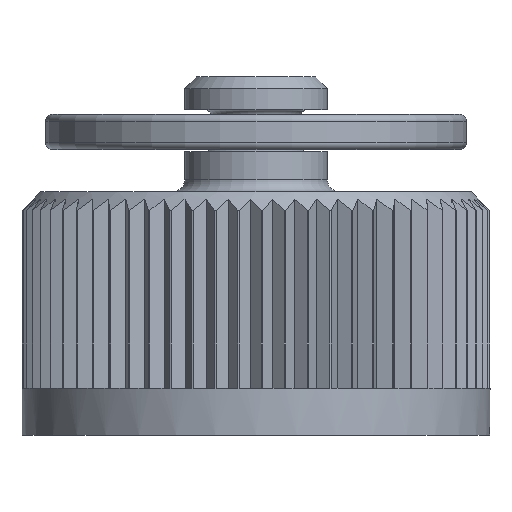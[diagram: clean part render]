
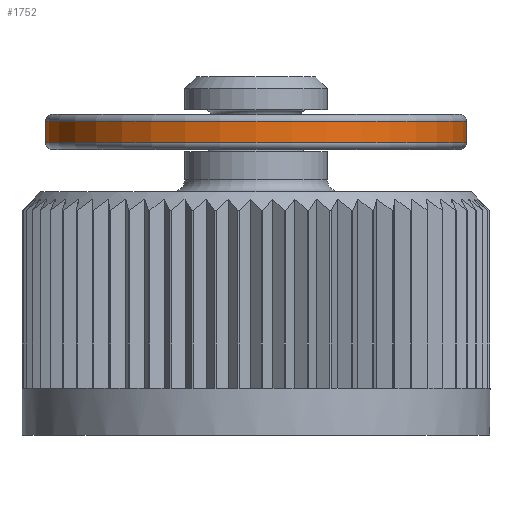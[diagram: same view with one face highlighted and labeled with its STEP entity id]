
A CAD part, front view. The second image highlights one B-rep face of the part: STEP entity #1752.
In plain terms, the highlighted cylindrical face has radius 9 mm (diameter 18 mm), a partial arc.
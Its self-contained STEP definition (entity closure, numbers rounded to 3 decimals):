
#504=FACE_OUTER_BOUND('',#2087,.T.);
#1187=LINE('',#8042,#1528);
#1188=LINE('',#8048,#1529);
#1528=VECTOR('',#6260,1.);
#1529=VECTOR('',#6267,1.);
#1752=ADVANCED_FACE('',(#504),#1796,.T.);
#1796=CYLINDRICAL_SURFACE('',#5127,9.);
#2087=EDGE_LOOP('',(#3333,#3334,#3335,#3336));
#3333=ORIENTED_EDGE('',*,*,#4515,.T.);
#3334=ORIENTED_EDGE('',*,*,#4516,.T.);
#3335=ORIENTED_EDGE('',*,*,#4512,.F.);
#3336=ORIENTED_EDGE('',*,*,#4517,.T.);
#3875=VERTEX_POINT('',#8043);
#3876=VERTEX_POINT('',#8044);
#3877=VERTEX_POINT('',#8049);
#3878=VERTEX_POINT('',#8050);
#4512=EDGE_CURVE('',#3875,#3876,#1187,.T.);
#4515=EDGE_CURVE('',#3877,#3878,#1188,.T.);
#4516=EDGE_CURVE('',#3878,#3876,#4718,.T.);
#4517=EDGE_CURVE('',#3875,#3877,#4719,.T.);
#4718=CIRCLE('',#5125,9.);
#4719=CIRCLE('',#5126,9.);
#5125=AXIS2_PLACEMENT_3D('',#8051,#6268,#6269);
#5126=AXIS2_PLACEMENT_3D('',#8052,#6270,#6271);
#5127=AXIS2_PLACEMENT_3D('',#8053,#6272,#6273);
#6260=DIRECTION('',(0.,0.,-1.));
#6267=DIRECTION('',(0.,0.,-1.));
#6268=DIRECTION('',(0.,0.,1.));
#6269=DIRECTION('',(1.,0.,0.));
#6270=DIRECTION('',(0.,0.,-1.));
#6271=DIRECTION('',(1.,0.,0.));
#6272=DIRECTION('',(0.,0.,-1.));
#6273=DIRECTION('',(-1.,0.,0.));
#8042=CARTESIAN_POINT('',(3.273,8.384,1.5));
#8043=CARTESIAN_POINT('',(3.273,8.384,1.2));
#8044=CARTESIAN_POINT('',(3.273,8.384,0.3));
#8048=CARTESIAN_POINT('',(-3.273,8.384,1.5));
#8049=CARTESIAN_POINT('',(-3.273,8.384,1.2));
#8050=CARTESIAN_POINT('',(-3.273,8.384,0.3));
#8051=CARTESIAN_POINT('',(0.,0.,0.3));
#8052=CARTESIAN_POINT('',(0.,0.,1.2));
#8053=CARTESIAN_POINT('',(0.,0.,1.5));
